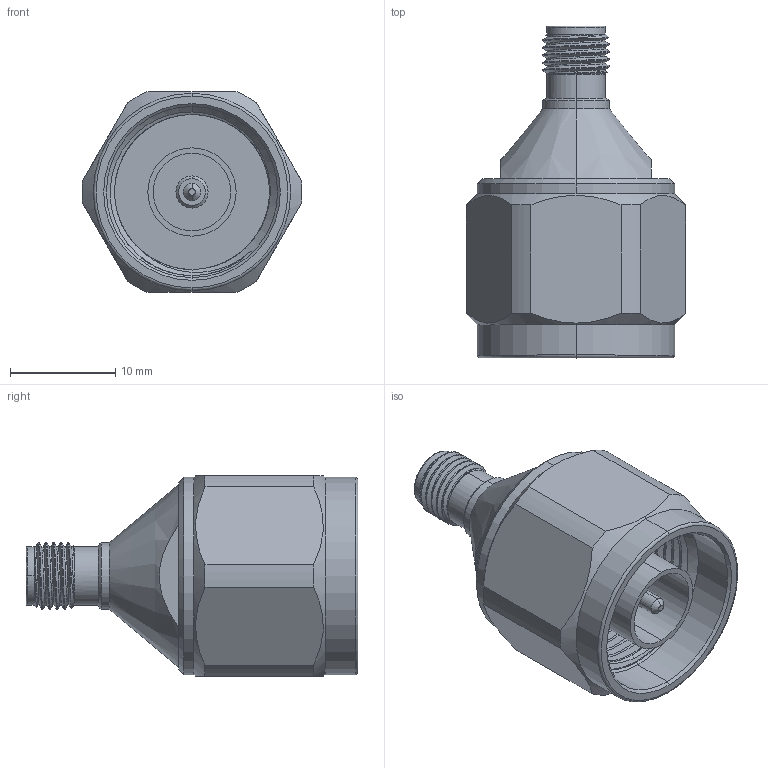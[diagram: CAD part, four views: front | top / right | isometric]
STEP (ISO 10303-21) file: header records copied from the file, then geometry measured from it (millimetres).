
FILE_DESCRIPTION (( 'STEP AP203' ), '1' );
FILE_NAME ('SM4263.step', '2018-09-06T14:33:53', ( '' ), ( '' ), 'SwSTEP 2.0', 'SolidWorks 2017', '' );
FILE_SCHEMA (( 'CONFIG_CONTROL_DESIGN' ));
Length unit declared in the file: inch
Products named in the file (1): SM4263
Bounding box: 20.87 x 31.5 x 19.05 mm (x, y, z)
Volume: 4364.8 mm3; surface area: 2998.6 mm2
Topology: 1 solids, 1 shells, 110 faces, 264 edges, 166 vertices
Faces by surface type: cylinder 53, cone 27, plane 20, bspline 6, torus 4
Entity records: 5393 total; most frequent: CARTESIAN_POINT 2925, ORIENTED_EDGE 528, DIRECTION 474, EDGE_CURVE 264, AXIS2_PLACEMENT_3D 195, VERTEX_POINT 166, EDGE_LOOP 120, ADVANCED_FACE 110
